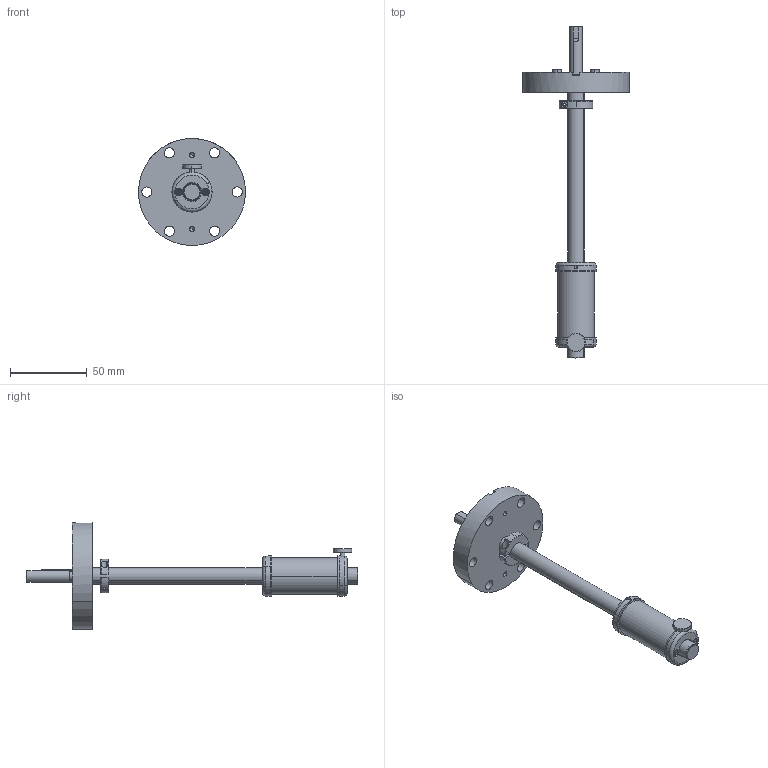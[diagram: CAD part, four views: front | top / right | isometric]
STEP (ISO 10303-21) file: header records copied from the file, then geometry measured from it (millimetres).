
FILE_DESCRIPTION(('CATIA V5 STEP Exchange'),'2;1');
FILE_NAME('MD40-0100-0030.stp','2014-11-26T14:29:59+00:00',('none'),('none'),'CATIA Version 5 Release 20 SP 7 (IN-10)','CATIA V5 STEP AP203','none');
FILE_SCHEMA(('CONFIG_CONTROL_DESIGN'));
Length unit declared in the file: millimetre
Products named in the file (3): MD40; MKS; TUMD40
Assembly tree (19 placements, depth 3):
  MD40
    MKS
      #66
      #1915  x2
      #2935  x2
      #3486
      #3922  x4
    TUMD40
      #4925
      #6448
      #6715
    #6997
    #8066
    #9154  x2
Bounding box: 69.49 x 215.6 x 69.48 mm (x, y, z)
Volume: 71469.3 mm3; surface area: 41366.2 mm2
Topology: 17 solids, 17 shells, 533 faces, 1268 edges, 776 vertices
Faces by surface type: plane 203, cylinder 188, cone 120, torus 22
Entity records: 10210 total; most frequent: CARTESIAN_POINT 2453, ORIENTED_EDGE 1598, DIRECTION 1356, EDGE_CURVE 799, AXIS2_PLACEMENT_3D 621, VERTEX_POINT 512, VECTOR 409, LINE 409
